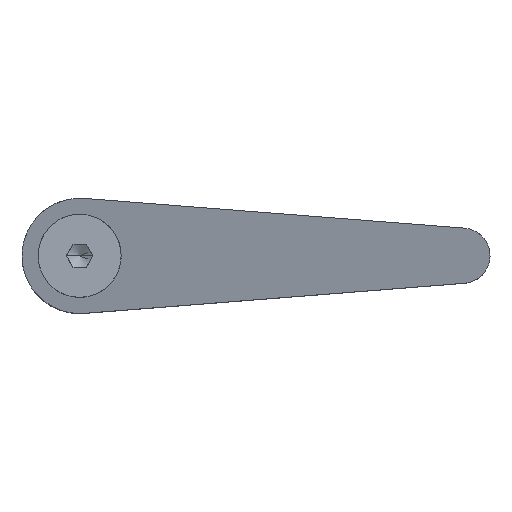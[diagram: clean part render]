
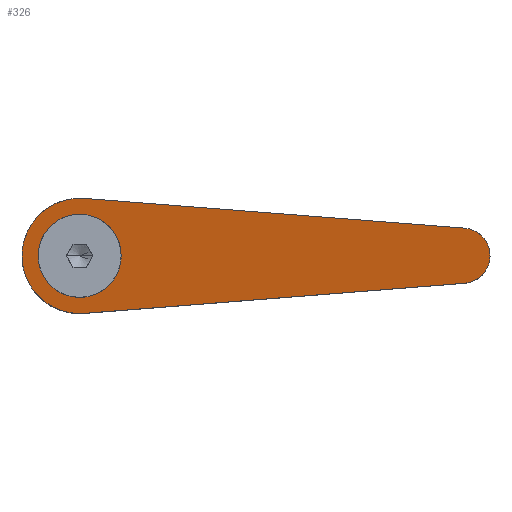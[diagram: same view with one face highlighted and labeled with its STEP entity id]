
A CAD part, top view. The second image highlights one B-rep face of the part: STEP entity #326.
In plain terms, the highlighted planar face has unit normal (-0.26, 0, 0.966).
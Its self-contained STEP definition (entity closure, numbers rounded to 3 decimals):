
#290=EDGE_CURVE('',#296,#578,#702,.T.);
#296=VERTEX_POINT('',#708);
#326=ADVANCED_FACE('',(#740,#741),#742,.F.);
#330=EDGE_CURVE('',#578,#342,#746,.T.);
#342=VERTEX_POINT('',#760);
#368=EDGE_CURVE('',#342,#380,#789,.T.);
#374=EDGE_CURVE('',#380,#558,#797,.T.);
#380=VERTEX_POINT('',#803);
#452=EDGE_CURVE('',#558,#296,#892,.T.);
#464=EDGE_CURVE('',#494,#532,#906,.T.);
#468=EDGE_CURVE('',#548,#494,#910,.T.);
#474=EDGE_CURVE('',#532,#548,#916,.T.);
#494=VERTEX_POINT('',#936);
#532=VERTEX_POINT('',#979);
#548=VERTEX_POINT('',#995);
#558=VERTEX_POINT('',#1005);
#578=VERTEX_POINT('',#1026);
#702=LINE('',#1203,#1204);
#708=CARTESIAN_POINT('',(83.47,5.982,142.239));
#740=FACE_BOUND('',#1269,.T.);
#741=FACE_OUTER_BOUND('',#1270,.T.);
#742=PLANE('',#1271);
#746=ELLIPSE('',#1276,12.945,12.5);
#760=CARTESIAN_POINT('',(-12.5,0.,116.4));
#789=ELLIPSE('',#1339,12.945,12.5);
#797=LINE('',#1349,#1350);
#803=CARTESIAN_POINT('',(0.979,-12.462,120.029));
#892=ELLIPSE('',#1466,6.214,6.);
#906=ELLIPSE('',#1483,9.32,9.0);
#910=ELLIPSE('',#1489,9.32,9.0);
#916=ELLIPSE('',#1497,9.32,9.0);
#936=CARTESIAN_POINT('',(-0.216,8.997,119.707));
#979=CARTESIAN_POINT('',(0.,-9.,119.765));
#995=CARTESIAN_POINT('',(0.,9.,119.765));
#1005=CARTESIAN_POINT('',(83.47,-5.982,142.239));
#1026=CARTESIAN_POINT('',(0.979,12.462,120.029));
#1203=CARTESIAN_POINT('',(46.465,8.888,132.276));
#1204=VECTOR('',#1803,1.0);
#1269=EDGE_LOOP('',(#1834,#1835,#1836));
#1270=EDGE_LOOP('',(#1837,#1838,#1839,#1840,#1841));
#1271=AXIS2_PLACEMENT_3D('',#1842,#1843,#1844);
#1276=AXIS2_PLACEMENT_3D('',#1845,#1846,#1847);
#1339=AXIS2_PLACEMENT_3D('',#1898,#1899,#1900);
#1349=CARTESIAN_POINT('',(84.939,-5.866,142.634));
#1350=VECTOR('',#1912,1.0);
#1466=AXIS2_PLACEMENT_3D('',#2063,#2064,#2065);
#1483=AXIS2_PLACEMENT_3D('',#2080,#2081,#2082);
#1489=AXIS2_PLACEMENT_3D('',#2086,#2087,#2088);
#1497=AXIS2_PLACEMENT_3D('',#2092,#2093,#2094);
#1803=DIRECTION('',(-0.963,0.076,-0.259));
#1834=ORIENTED_EDGE('',*,*,#464,.F.);
#1835=ORIENTED_EDGE('',*,*,#468,.F.);
#1836=ORIENTED_EDGE('',*,*,#474,.F.);
#1837=ORIENTED_EDGE('',*,*,#330,.T.);
#1838=ORIENTED_EDGE('',*,*,#368,.T.);
#1839=ORIENTED_EDGE('',*,*,#374,.T.);
#1840=ORIENTED_EDGE('',*,*,#452,.T.);
#1841=ORIENTED_EDGE('',*,*,#290,.T.);
#1842=CARTESIAN_POINT('',(40.277,0.,130.61));
#1843=DIRECTION('',(0.26,0.,-0.966));
#1844=DIRECTION('',(0.251,0.966,0.068));
#1845=CARTESIAN_POINT('',(0.,0.,119.765));
#1846=DIRECTION('',(-0.26,0.,0.966));
#1847=DIRECTION('',(-0.966,0.,-0.26));
#1898=CARTESIAN_POINT('',(0.,0.,119.765));
#1899=DIRECTION('',(-0.26,0.,0.966));
#1900=DIRECTION('',(-0.966,0.,-0.26));
#1912=DIRECTION('',(0.963,0.076,0.259));
#2063=CARTESIAN_POINT('',(83.0,0.0,142.112));
#2064=DIRECTION('',(-0.26,0.,0.966));
#2065=DIRECTION('',(0.966,0.,0.26));
#2080=CARTESIAN_POINT('',(0.,0.,119.765));
#2081=DIRECTION('',(-0.26,0.,0.966));
#2082=DIRECTION('',(-0.966,0.0,-0.26));
#2086=CARTESIAN_POINT('',(0.,0.,119.765));
#2087=DIRECTION('',(-0.26,0.,0.966));
#2088=DIRECTION('',(-0.966,0.0,-0.26));
#2092=CARTESIAN_POINT('',(0.,0.,119.765));
#2093=DIRECTION('',(-0.26,0.,0.966));
#2094=DIRECTION('',(-0.966,0.0,-0.26));
